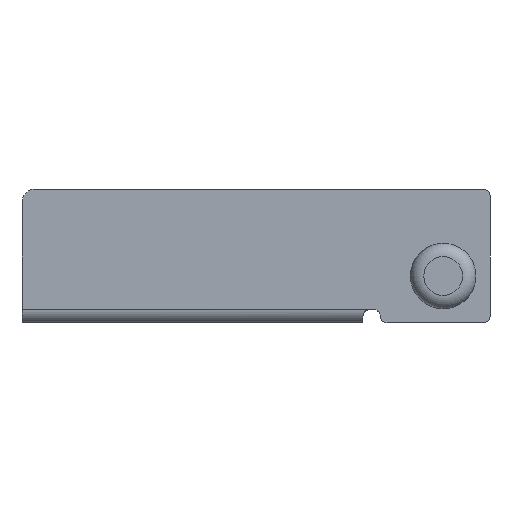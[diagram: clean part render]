
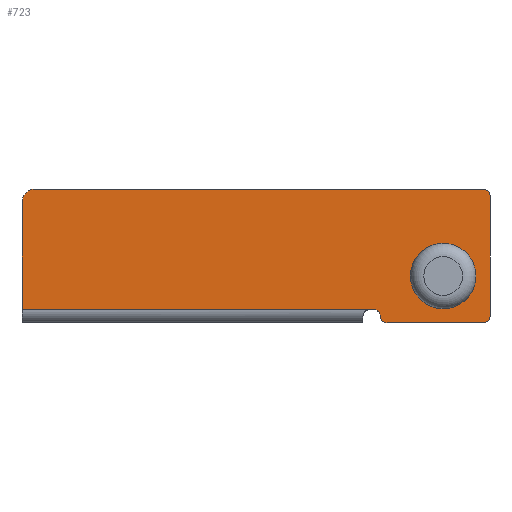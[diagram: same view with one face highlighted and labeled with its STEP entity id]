
A CAD part, front view. The second image highlights one B-rep face of the part: STEP entity #723.
In plain terms, the highlighted planar face has unit normal (0, -1, 0).
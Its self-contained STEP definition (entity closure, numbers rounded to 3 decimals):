
#26=PLANE('',#787);
#57=LINE('',#1149,#111);
#64=LINE('',#1175,#118);
#65=LINE('',#1178,#119);
#66=LINE('',#1184,#120);
#67=LINE('',#1188,#121);
#68=LINE('',#1192,#122);
#111=VECTOR('',#904,8.);
#118=VECTOR('',#915,26.);
#119=VECTOR('',#918,0.3);
#120=VECTOR('',#923,7.2);
#121=VECTOR('',#926,9.);
#122=VECTOR('',#929,33.5);
#158=FACE_BOUND('',#229,.T.);
#179=FACE_OUTER_BOUND('',#228,.T.);
#228=EDGE_LOOP('',(#535,#536,#537,#538,#539,#540,#541,#542,#543,#544,#545));
#229=EDGE_LOOP('',(#546));
#284=CIRCLE('',#771,2.45);
#295=CIRCLE('',#788,0.5);
#296=CIRCLE('',#789,0.5);
#297=CIRCLE('',#790,0.5);
#298=CIRCLE('',#791,0.5);
#299=CIRCLE('',#792,1.);
#327=VERTEX_POINT('',#1095);
#345=VERTEX_POINT('',#1146);
#346=VERTEX_POINT('',#1148);
#353=VERTEX_POINT('',#1164);
#354=VERTEX_POINT('',#1177);
#355=VERTEX_POINT('',#1179);
#356=VERTEX_POINT('',#1181);
#357=VERTEX_POINT('',#1183);
#358=VERTEX_POINT('',#1185);
#359=VERTEX_POINT('',#1187);
#360=VERTEX_POINT('',#1189);
#361=VERTEX_POINT('',#1191);
#398=EDGE_CURVE('',#327,#327,#284,.T.);
#419=EDGE_CURVE('',#345,#346,#57,.T.);
#428=EDGE_CURVE('',#353,#345,#64,.T.);
#429=EDGE_CURVE('',#353,#354,#65,.T.);
#430=EDGE_CURVE('',#355,#354,#295,.T.);
#431=EDGE_CURVE('',#356,#355,#296,.T.);
#432=EDGE_CURVE('',#356,#357,#66,.T.);
#433=EDGE_CURVE('',#358,#357,#297,.T.);
#434=EDGE_CURVE('',#358,#359,#67,.T.);
#435=EDGE_CURVE('',#360,#359,#298,.T.);
#436=EDGE_CURVE('',#361,#360,#68,.T.);
#437=EDGE_CURVE('',#346,#361,#299,.T.);
#535=ORIENTED_EDGE('',*,*,#428,.F.);
#536=ORIENTED_EDGE('',*,*,#429,.T.);
#537=ORIENTED_EDGE('',*,*,#430,.F.);
#538=ORIENTED_EDGE('',*,*,#431,.F.);
#539=ORIENTED_EDGE('',*,*,#432,.T.);
#540=ORIENTED_EDGE('',*,*,#433,.F.);
#541=ORIENTED_EDGE('',*,*,#434,.T.);
#542=ORIENTED_EDGE('',*,*,#435,.F.);
#543=ORIENTED_EDGE('',*,*,#436,.F.);
#544=ORIENTED_EDGE('',*,*,#437,.F.);
#545=ORIENTED_EDGE('',*,*,#419,.F.);
#546=ORIENTED_EDGE('',*,*,#398,.T.);
#723=ADVANCED_FACE('',(#179,#158),#26,.T.);
#771=AXIS2_PLACEMENT_3D('',#1096,#866,#867);
#787=AXIS2_PLACEMENT_3D('',#1176,#916,#917);
#788=AXIS2_PLACEMENT_3D('',#1180,#919,#920);
#789=AXIS2_PLACEMENT_3D('',#1182,#921,#922);
#790=AXIS2_PLACEMENT_3D('',#1186,#924,#925);
#791=AXIS2_PLACEMENT_3D('',#1190,#927,#928);
#792=AXIS2_PLACEMENT_3D('',#1193,#930,#931);
#866=DIRECTION('center_axis',(0.,1.,0.));
#867=DIRECTION('ref_axis',(1.,0.,0.));
#904=DIRECTION('',(0.,0.,1.));
#915=DIRECTION('',(-1.,0.,0.));
#916=DIRECTION('center_axis',(0.,-1.,0.));
#917=DIRECTION('ref_axis',(1.,0.,0.));
#918=DIRECTION('',(1.,0.,0.));
#919=DIRECTION('center_axis',(0.,-1.,0.));
#920=DIRECTION('ref_axis',(0.707,0.,0.707));
#921=DIRECTION('center_axis',(0.,1.,0.));
#922=DIRECTION('ref_axis',(-0.707,0.,-0.707));
#923=DIRECTION('',(1.,0.,0.));
#924=DIRECTION('center_axis',(0.,1.,0.));
#925=DIRECTION('ref_axis',(0.707,0.,-0.707));
#926=DIRECTION('',(0.,0.,1.));
#927=DIRECTION('center_axis',(0.,1.,0.));
#928=DIRECTION('ref_axis',(0.707,0.,0.707));
#929=DIRECTION('',(1.,0.,0.));
#930=DIRECTION('center_axis',(0.,1.,0.));
#931=DIRECTION('ref_axis',(-0.707,0.,0.707));
#1095=CARTESIAN_POINT('',(11.55,-16.5,3.5));
#1096=CARTESIAN_POINT('Origin',(14.,-16.5,3.5));
#1146=CARTESIAN_POINT('',(-17.5,-16.5,1.));
#1148=CARTESIAN_POINT('',(-17.5,-16.5,9.));
#1149=CARTESIAN_POINT('',(-17.5,-16.5,0.));
#1164=CARTESIAN_POINT('',(8.5,-16.5,1.));
#1175=CARTESIAN_POINT('',(-8.75,-16.5,1.));
#1176=CARTESIAN_POINT('Origin',(-17.5,-16.5,0.));
#1177=CARTESIAN_POINT('',(8.8,-16.5,1.));
#1178=CARTESIAN_POINT('',(-4.425,-16.5,1.));
#1179=CARTESIAN_POINT('',(9.3,-16.5,0.5));
#1180=CARTESIAN_POINT('Origin',(8.8,-16.5,0.5));
#1181=CARTESIAN_POINT('',(9.8,-16.5,0.));
#1182=CARTESIAN_POINT('Origin',(9.8,-16.5,0.5));
#1183=CARTESIAN_POINT('',(17.,-16.5,0.));
#1184=CARTESIAN_POINT('',(-17.5,-16.5,0.));
#1185=CARTESIAN_POINT('',(17.5,-16.5,0.5));
#1186=CARTESIAN_POINT('Origin',(17.,-16.5,0.5));
#1187=CARTESIAN_POINT('',(17.5,-16.5,9.5));
#1188=CARTESIAN_POINT('',(17.5,-16.5,0.));
#1189=CARTESIAN_POINT('',(17.,-16.5,10.));
#1190=CARTESIAN_POINT('Origin',(17.,-16.5,9.5));
#1191=CARTESIAN_POINT('',(-16.5,-16.5,10.));
#1192=CARTESIAN_POINT('',(-17.5,-16.5,10.));
#1193=CARTESIAN_POINT('Origin',(-16.5,-16.5,9.));
